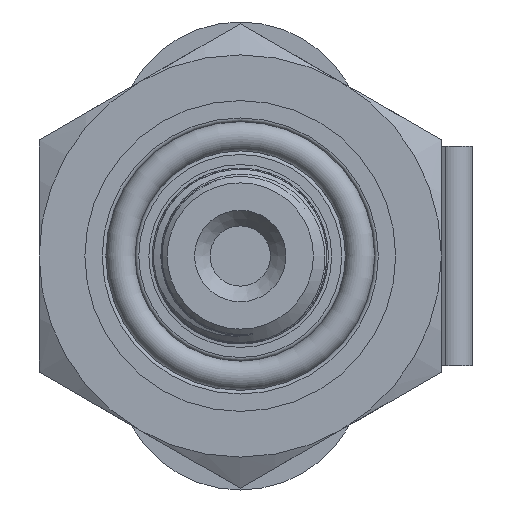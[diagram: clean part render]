
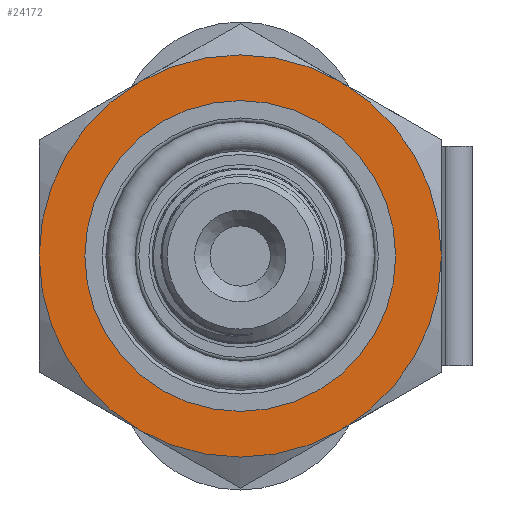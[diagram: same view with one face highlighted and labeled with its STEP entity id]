
A CAD part, left-side view. The second image highlights one B-rep face of the part: STEP entity #24172.
In plain terms, the highlighted planar face has unit normal (-1, 0, 0).
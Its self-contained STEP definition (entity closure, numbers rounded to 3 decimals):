
#534=FACE_BOUND('',#3139,.T.);
#722=PLANE('',#25408);
#1724=FACE_OUTER_BOUND('',#3138,.T.);
#3138=EDGE_LOOP('',(#18015,#18016,#18017,#18018,#18019,#18020));
#3139=EDGE_LOOP('',(#18021));
#4282=CIRCLE('',#25342,11.);
#4283=CIRCLE('',#25344,11.);
#4284=CIRCLE('',#25346,11.);
#4285=CIRCLE('',#25348,11.);
#4286=CIRCLE('',#25350,11.);
#4287=CIRCLE('',#25352,11.);
#4315=CIRCLE('',#25407,8.5);
#10607=VERTEX_POINT('',#41931);
#10608=VERTEX_POINT('',#41935);
#10610=VERTEX_POINT('',#41942);
#10612=VERTEX_POINT('',#41952);
#10614=VERTEX_POINT('',#41965);
#10616=VERTEX_POINT('',#41975);
#10646=VERTEX_POINT('',#44516);
#13309=EDGE_CURVE('',#10607,#10608,#4282,.T.);
#13312=EDGE_CURVE('',#10610,#10607,#4283,.T.);
#13315=EDGE_CURVE('',#10612,#10610,#4284,.T.);
#13317=EDGE_CURVE('',#10614,#10612,#4285,.T.);
#13320=EDGE_CURVE('',#10616,#10614,#4286,.T.);
#13323=EDGE_CURVE('',#10608,#10616,#4287,.T.);
#13381=EDGE_CURVE('',#10646,#10646,#4315,.T.);
#18015=ORIENTED_EDGE('',*,*,#13323,.T.);
#18016=ORIENTED_EDGE('',*,*,#13320,.T.);
#18017=ORIENTED_EDGE('',*,*,#13317,.T.);
#18018=ORIENTED_EDGE('',*,*,#13315,.T.);
#18019=ORIENTED_EDGE('',*,*,#13312,.T.);
#18020=ORIENTED_EDGE('',*,*,#13309,.T.);
#18021=ORIENTED_EDGE('',*,*,#13381,.T.);
#24172=ADVANCED_FACE('',(#1724,#534),#722,.T.);
#25342=AXIS2_PLACEMENT_3D('',#41939,#27548,#27549);
#25344=AXIS2_PLACEMENT_3D('',#41949,#27552,#27553);
#25346=AXIS2_PLACEMENT_3D('',#41959,#27556,#27557);
#25348=AXIS2_PLACEMENT_3D('',#41966,#27560,#27561);
#25350=AXIS2_PLACEMENT_3D('',#41976,#27564,#27565);
#25352=AXIS2_PLACEMENT_3D('',#41985,#27568,#27569);
#25407=AXIS2_PLACEMENT_3D('',#44517,#27688,#27689);
#25408=AXIS2_PLACEMENT_3D('',#44519,#27691,#27692);
#27548=DIRECTION('center_axis',(-1.,0.,0.));
#27549=DIRECTION('ref_axis',(0.,1.,0.));
#27552=DIRECTION('center_axis',(-1.,0.,0.));
#27553=DIRECTION('ref_axis',(0.,1.,0.));
#27556=DIRECTION('center_axis',(-1.,0.,0.));
#27557=DIRECTION('ref_axis',(0.,1.,0.));
#27560=DIRECTION('center_axis',(-1.,0.,0.));
#27561=DIRECTION('ref_axis',(0.,1.,0.));
#27564=DIRECTION('center_axis',(-1.,0.,0.));
#27565=DIRECTION('ref_axis',(0.,1.,0.));
#27568=DIRECTION('center_axis',(-1.,0.,0.));
#27569=DIRECTION('ref_axis',(0.,1.,0.));
#27688=DIRECTION('center_axis',(1.,0.,0.));
#27689=DIRECTION('ref_axis',(0.,0.,-1.));
#27691=DIRECTION('center_axis',(-1.,0.,0.));
#27692=DIRECTION('ref_axis',(0.,0.,1.));
#41931=CARTESIAN_POINT('',(-34.7,5.5,9.526));
#41935=CARTESIAN_POINT('',(-34.7,11.,0.));
#41939=CARTESIAN_POINT('Origin',(-34.7,0.,0.));
#41942=CARTESIAN_POINT('',(-34.7,-5.5,9.526));
#41949=CARTESIAN_POINT('Origin',(-34.7,0.,0.));
#41952=CARTESIAN_POINT('',(-34.7,-11.,0.));
#41959=CARTESIAN_POINT('Origin',(-34.7,0.,0.));
#41965=CARTESIAN_POINT('',(-34.7,-5.5,-9.526));
#41966=CARTESIAN_POINT('Origin',(-34.7,0.,0.));
#41975=CARTESIAN_POINT('',(-34.7,5.5,-9.526));
#41976=CARTESIAN_POINT('Origin',(-34.7,0.,0.));
#41985=CARTESIAN_POINT('Origin',(-34.7,0.,0.));
#44516=CARTESIAN_POINT('',(-34.7,-8.5,0.));
#44517=CARTESIAN_POINT('Origin',(-34.7,0.,0.));
#44519=CARTESIAN_POINT('Origin',(-34.7,11.,0.));
